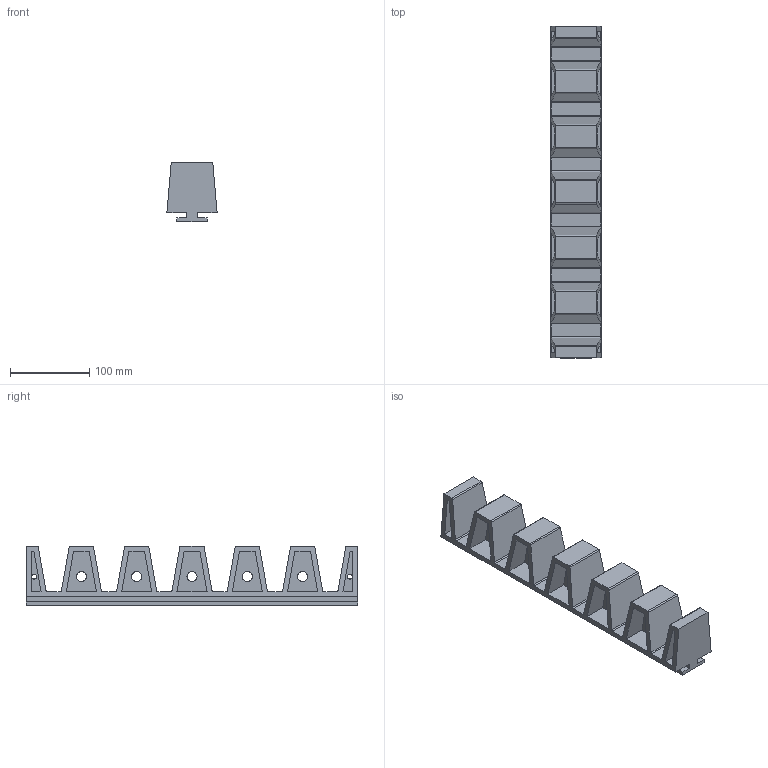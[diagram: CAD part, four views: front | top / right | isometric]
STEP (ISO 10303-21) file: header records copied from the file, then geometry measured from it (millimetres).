
FILE_DESCRIPTION(('CATIA V5 STEP Exchange','CAx-IF Rec.Pracs.--- Model Styling and Organization---1.5--- 2016-08-15','CAx-IF Rec.Pracs.---Supplemental Geometry---1.0---2011-11-01','CAx-IF Rec.Pracs.--- Composite Materials ---1.1---2010-07-15'),'2;1');
FILE_NAME('DE754 SEPARATOR DUNNAGE.stp','2024-01-24T15:06:22+00:00',('none'),('none'),'CATIA Version 5-6 Release 2022 SP3','CATIA V5 STEP AP214 Edition 3 v2','none');
FILE_SCHEMA(('AUTOMOTIVE_DESIGN { 1 0 10303 214 3 1 1 1 }'));
Length unit declared in the file: inch
Products named in the file (1): DE754 SEPARATOR DUNNAGE
Bounding box: 63.5 x 419.1 x 74.61 mm (x, y, z)
Volume: 657950.4 mm3; surface area: 207479.5 mm2
Topology: 1 solids, 1 shells, 146 faces, 390 edges, 260 vertices
Faces by surface type: plane 108, cylinder 38
Entity records: 4661 total; most frequent: CARTESIAN_POINT 1390, ORIENTED_EDGE 780, DIRECTION 460, EDGE_CURVE 390, VECTOR 290, LINE 290, VERTEX_POINT 260, EDGE_LOOP 174
